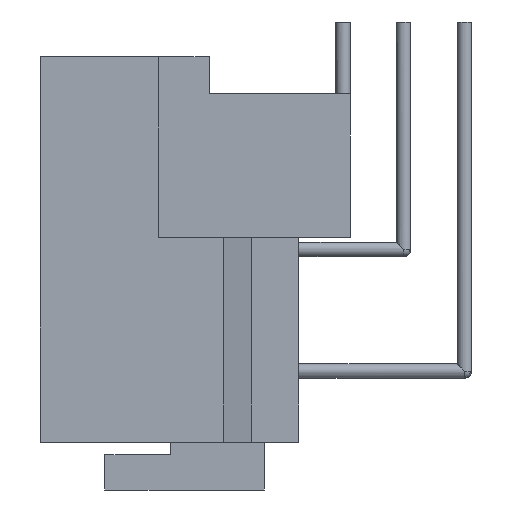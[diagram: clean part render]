
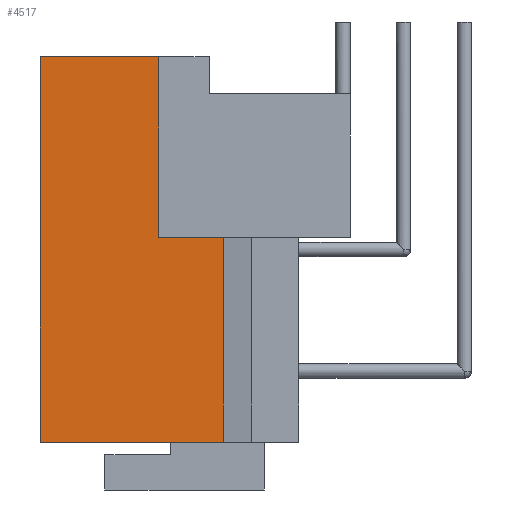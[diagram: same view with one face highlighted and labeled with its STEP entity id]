
A CAD part, left-side view. The second image highlights one B-rep face of the part: STEP entity #4517.
In plain terms, the highlighted planar face has unit normal (-1, 0, 0).
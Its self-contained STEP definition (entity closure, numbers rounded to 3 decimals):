
#2619=LINE('',#16258,#3255);
#2635=LINE('',#16291,#3271);
#2651=LINE('',#16322,#3287);
#2652=LINE('',#16324,#3288);
#2653=LINE('',#16326,#3289);
#2654=LINE('',#16328,#3290);
#3255=VECTOR('',#13313,1.);
#3271=VECTOR('',#13335,1.);
#3287=VECTOR('',#13361,1.);
#3288=VECTOR('',#13364,1.);
#3289=VECTOR('',#13367,1.);
#3290=VECTOR('',#13368,1.);
#4517=ADVANCED_FACE('',(#5173),#4823,.T.);
#4823=PLANE('',#11213);
#5173=FACE_OUTER_BOUND('',#5924,.T.);
#5924=EDGE_LOOP('',(#7744,#7745,#7746,#7747,#7748,#7749));
#7744=ORIENTED_EDGE('',*,*,#9734,.T.);
#7745=ORIENTED_EDGE('',*,*,#9717,.T.);
#7746=ORIENTED_EDGE('',*,*,#9735,.F.);
#7747=ORIENTED_EDGE('',*,*,#9736,.T.);
#7748=ORIENTED_EDGE('',*,*,#9701,.T.);
#7749=ORIENTED_EDGE('',*,*,#9733,.T.);
#8708=VERTEX_POINT('',#16257);
#8709=VERTEX_POINT('',#16259);
#8722=VERTEX_POINT('',#16290);
#8723=VERTEX_POINT('',#16292);
#8732=VERTEX_POINT('',#16321);
#8733=VERTEX_POINT('',#16327);
#9701=EDGE_CURVE('',#8709,#8708,#2619,.T.);
#9717=EDGE_CURVE('',#8723,#8722,#2635,.T.);
#9733=EDGE_CURVE('',#8708,#8732,#2651,.T.);
#9734=EDGE_CURVE('',#8732,#8723,#2652,.T.);
#9735=EDGE_CURVE('',#8733,#8722,#2653,.T.);
#9736=EDGE_CURVE('',#8733,#8709,#2654,.T.);
#11213=AXIS2_PLACEMENT_3D('',#16329,#13369,#13370);
#13313=DIRECTION('',(0.,0.,1.));
#13335=DIRECTION('',(0.,1.,0.));
#13361=DIRECTION('',(0.,1.,0.));
#13364=DIRECTION('',(0.,0.,1.));
#13367=DIRECTION('',(0.,0.,1.));
#13368=DIRECTION('',(0.,-1.,0.));
#13369=DIRECTION('',(-1.,0.,0.));
#13370=DIRECTION('',(0.,-1.,0.));
#16257=CARTESIAN_POINT('',(-43.7,-7.639,0.5));
#16258=CARTESIAN_POINT('',(-43.7,-7.639,-8.05));
#16259=CARTESIAN_POINT('',(-43.7,-7.639,-8.05));
#16290=CARTESIAN_POINT('',(-43.7,0.,8.05));
#16291=CARTESIAN_POINT('',(-43.7,-4.95,8.05));
#16292=CARTESIAN_POINT('',(-43.7,-4.95,8.05));
#16321=CARTESIAN_POINT('',(-43.7,-4.95,0.5));
#16322=CARTESIAN_POINT('',(-43.7,-7.639,0.5));
#16324=CARTESIAN_POINT('',(-43.7,-4.95,0.5));
#16326=CARTESIAN_POINT('',(-43.7,0.,-8.05));
#16327=CARTESIAN_POINT('',(-43.7,0.,-8.05));
#16328=CARTESIAN_POINT('',(-43.7,0.,-8.05));
#16329=CARTESIAN_POINT('',(-43.7,0.,-8.05));
